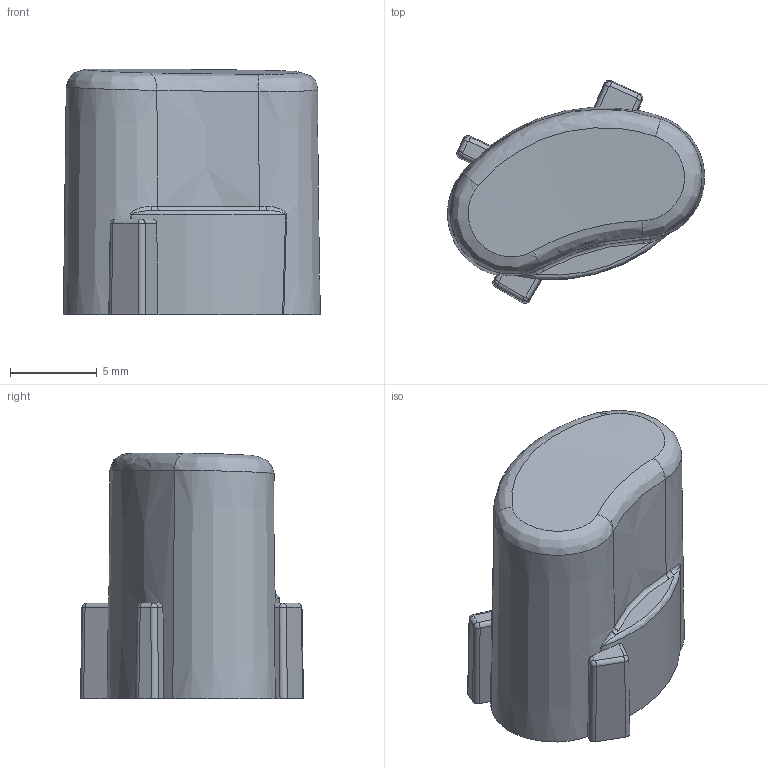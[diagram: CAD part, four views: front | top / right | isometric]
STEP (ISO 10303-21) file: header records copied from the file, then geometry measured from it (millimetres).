
FILE_DESCRIPTION(/* description */ (''),/* implementation_level */ '2;1');
FILE_NAME(/* name */ 'Y Button.step',/* time_stamp */ '2023-01-23T22:27:50-08:00',/* author */ (''),/* organization */ (''),/* preprocessor_version */ 'ST-DEVELOPER v19.2',/* originating_system */ 'Autodesk Translation Framework v11.17.0.187',/* authorisation */ '');
FILE_SCHEMA (('AUTOMOTIVE_DESIGN { 1 0 10303 214 3 1 1 }'));
Length unit declared in the file: millimetre
Products named in the file (1): U Y OEM
Bounding box: 14.78 x 12.82 x 14.13 mm (x, y, z)
Volume: 687.3 mm3; surface area: 1605.5 mm2
Topology: 1 solids, 1 shells, 96 faces, 243 edges, 151 vertices
Faces by surface type: bspline 27, plane 22, cylinder 21, cone 19, torus 7
Entity records: 3764 total; most frequent: CARTESIAN_POINT 1624, ORIENTED_EDGE 486, DIRECTION 376, EDGE_CURVE 243, AXIS2_PLACEMENT_3D 152, VERTEX_POINT 151, EDGE_LOOP 98, FACE_OUTER_BOUND 96
